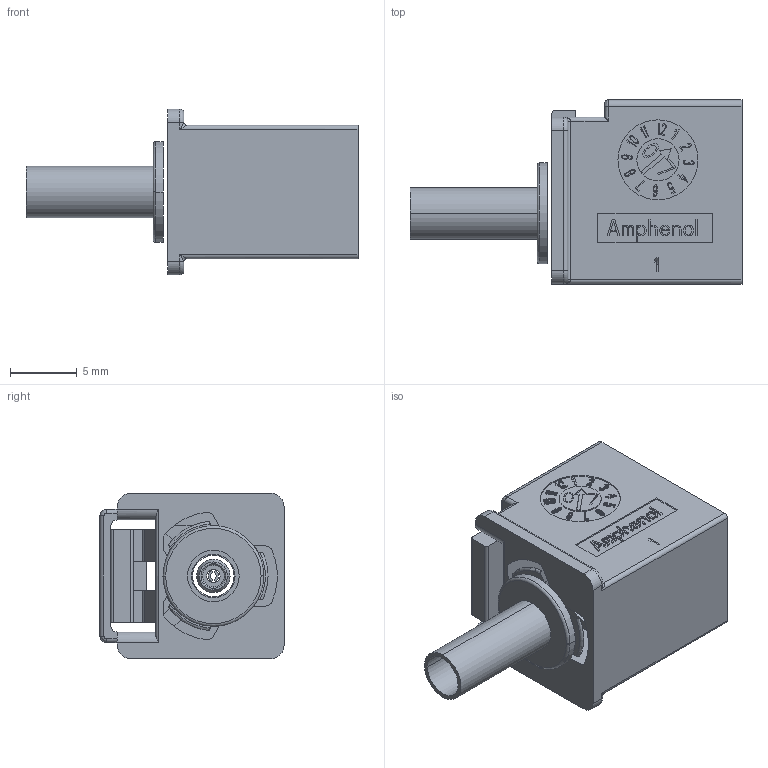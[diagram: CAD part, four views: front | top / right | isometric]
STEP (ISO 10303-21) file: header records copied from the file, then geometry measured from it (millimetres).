
FILE_DESCRIPTION((''),'2;1');
FILE_NAME('2FA1-NBSJ-C01-0_SW0001','2012-10-08T',('rajavijayans'),(''),'PRO/ENGINEER BY PARAMETRIC TECHNOLOGY CORPORATION, 2010280','PRO/ENGINEER BY PARAMETRIC TECHNOLOGY CORPORATION, 2010280','');
FILE_SCHEMA(('CONFIG_CONTROL_DESIGN'));
Length unit declared in the file: millimetre
Products named in the file (1): 2FA1-NBSJ-C01-0_SW0001
Bounding box: 24.88 x 13.8 x 12.4 mm (x, y, z)
Surface area: 2054.2 mm2 (no closed solid volume)
Topology: 0 solids, 52 shells, 231 faces, 2071 edges, 1884 vertices
Faces by surface type: plane 127, cylinder 65, cone 20, torus 13, bspline 6
Entity records: 19343 total; most frequent: CARTESIAN_POINT 4817, DIRECTION 2675, ORIENTED_EDGE 2517, EDGE_CURVE 2071, VERTEX_POINT 1884, VECTOR 1799, LINE 1799, AXIS2_PLACEMENT_3D 438
